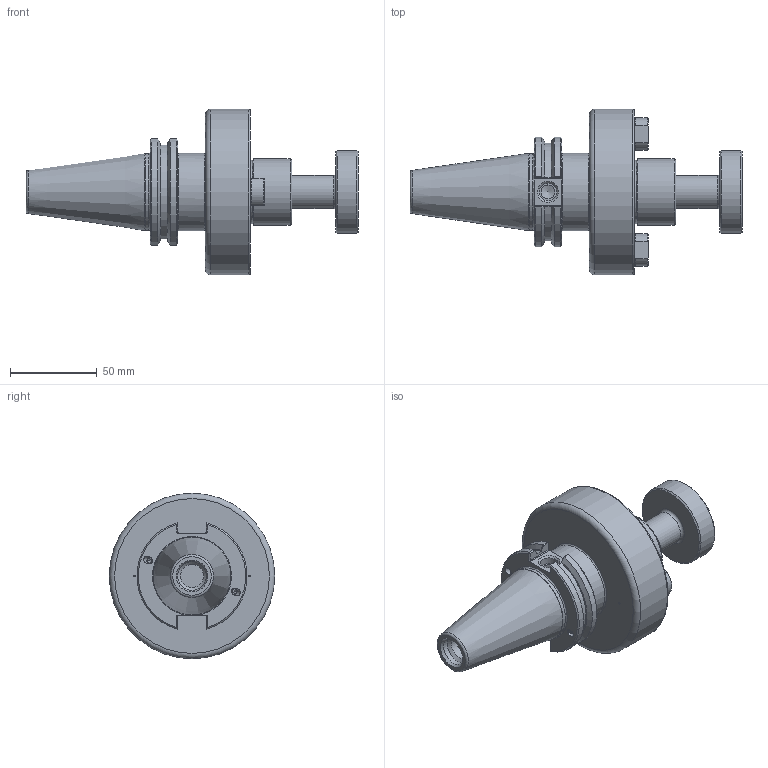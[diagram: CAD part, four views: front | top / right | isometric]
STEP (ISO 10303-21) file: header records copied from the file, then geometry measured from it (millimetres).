
FILE_DESCRIPTION((''),'2;1');
FILE_NAME('C40BC-15SM2.stp','2015-03-17T10:22:40',('blaste'),(''),'Autodesk Inventor 2012','Autodesk Inventor 2012','');
FILE_SCHEMA(('AUTOMOTIVE_DESIGN { 1 0 10303 214 1 1 1 1 }'));
Length unit declared in the file: inch
Products named in the file (5): C40BC-15SM2; C40BC-15SM2-1; 15KY; 15LS; 029-965
Assembly tree (6 placements, depth 2):
  C40BC-15SM2
    C40BC-15SM2-1
    15KY  x2
    15LS
    029-965  x2
Bounding box: 191.11 x 95.25 x 95.25 mm (x, y, z)
Volume: 348262.7 mm3; surface area: 62742.9 mm2
Topology: 6 solids, 6 shells, 206 faces, 487 edges, 312 vertices
Faces by surface type: plane 85, cylinder 56, cone 46, torus 9, bspline 8, sphere 2
Full cylindrical faces by diameter (mm): 3.3 x2, 4 x4, 4.1 x2, 4.2 x2, 4.826 x2, 8 x1, 9.525 x1, 10.135 x1, 13.386 x1, 14.986 x2, 15.478 x2, 15.862 x2, 15.888 x2, 16.459 x1, 17.323 x1, 19.05 x1, 20.32 x1, 36.566 x1, 38.09 x1, 43.942 x1, 44.45 x1, 47.752 x1, 95.25 x1
Entity records: 5865 total; most frequent: CARTESIAN_POINT 2011, DIRECTION 740, ORIENTED_EDGE 676, EDGE_CURVE 338, AXIS2_PLACEMENT_3D 307, EDGE_LOOP 260, VERTEX_POINT 250, FACE_OUTER_BOUND 172
